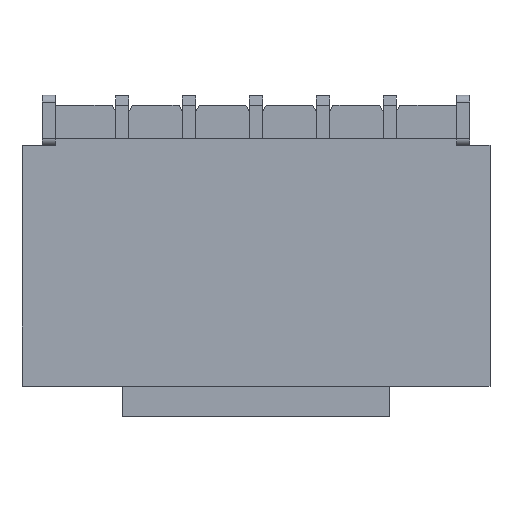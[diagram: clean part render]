
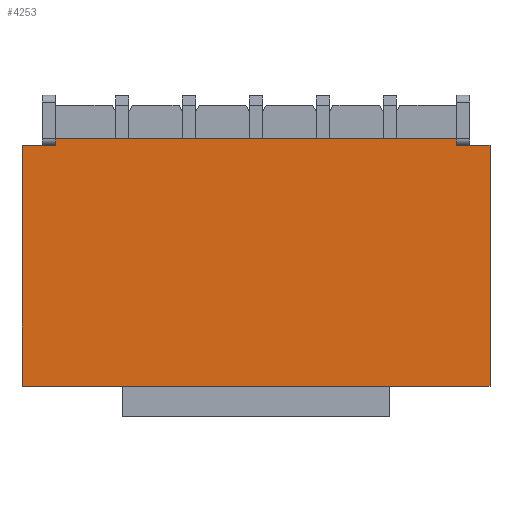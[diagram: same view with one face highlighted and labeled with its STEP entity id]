
A CAD part, top view. The second image highlights one B-rep face of the part: STEP entity #4253.
In plain terms, the highlighted planar face has unit normal (0, 0, 1).
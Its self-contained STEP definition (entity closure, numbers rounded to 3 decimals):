
#946=ORIENTED_EDGE('',*,*,#1814,.T.);
#947=ORIENTED_EDGE('',*,*,#1815,.F.);
#948=ORIENTED_EDGE('',*,*,#1811,.F.);
#949=ORIENTED_EDGE('',*,*,#1641,.T.);
#950=ORIENTED_EDGE('',*,*,#1536,.F.);
#951=ORIENTED_EDGE('',*,*,#1744,.T.);
#952=ORIENTED_EDGE('',*,*,#1717,.T.);
#953=ORIENTED_EDGE('',*,*,#1816,.T.);
#1536=EDGE_CURVE('',#2117,#2118,#2526,.T.);
#1641=EDGE_CURVE('',#2195,#2118,#2631,.T.);
#1717=EDGE_CURVE('',#2254,#2252,#2707,.T.);
#1744=EDGE_CURVE('',#2117,#2254,#2734,.T.);
#1811=EDGE_CURVE('',#2195,#2299,#2801,.T.);
#1814=EDGE_CURVE('',#2300,#2301,#2804,.T.);
#1815=EDGE_CURVE('',#2299,#2301,#2805,.T.);
#1816=EDGE_CURVE('',#2252,#2300,#2806,.T.);
#2117=VERTEX_POINT('',#6052);
#2118=VERTEX_POINT('',#6054);
#2195=VERTEX_POINT('',#6256);
#2252=VERTEX_POINT('',#6413);
#2254=VERTEX_POINT('',#6416);
#2299=VERTEX_POINT('',#6592);
#2300=VERTEX_POINT('',#6598);
#2301=VERTEX_POINT('',#6599);
#2526=LINE('',#6053,#3070);
#2631=LINE('',#6258,#3175);
#2707=LINE('',#6415,#3251);
#2734=LINE('',#6458,#3278);
#2801=LINE('',#6591,#3345);
#2804=LINE('',#6597,#3348);
#2805=LINE('',#6600,#3349);
#2806=LINE('',#6601,#3350);
#3070=VECTOR('',#4924,1000.);
#3175=VECTOR('',#5073,1000.);
#3251=VECTOR('',#5195,1000.);
#3278=VECTOR('',#5232,1000.);
#3345=VECTOR('',#5363,1000.);
#3348=VECTOR('',#5370,1000.);
#3349=VECTOR('',#5371,1000.);
#3350=VECTOR('',#5372,1000.);
#3664=EDGE_LOOP('',(#946,#947,#948,#949,#950,#951,#952,#953));
#3880=FACE_BOUND('',#3664,.T.);
#4065=PLANE('',#4547);
#4253=ADVANCED_FACE('',(#3880),#4065,.T.);
#4547=AXIS2_PLACEMENT_3D('',#6596,#5368,#5369);
#4924=DIRECTION('',(1.,0.,0.));
#5073=DIRECTION('',(0.,1.,0.));
#5195=DIRECTION('',(-1.,0.,0.));
#5232=DIRECTION('',(0.,1.,0.));
#5363=DIRECTION('',(-1.,0.,0.));
#5368=DIRECTION('',(0.,0.,1.));
#5369=DIRECTION('',(0.,-1.,0.));
#5370=DIRECTION('',(-1.,0.,0.));
#5371=DIRECTION('',(0.,1.,0.));
#5372=DIRECTION('',(0.,-1.,0.));
#6052=CARTESIAN_POINT('',(3.,1.5,1.5));
#6053=CARTESIAN_POINT('',(3.,1.5,1.5));
#6054=CARTESIAN_POINT('',(3.5,1.5,1.5));
#6256=CARTESIAN_POINT('',(3.5,-2.1,1.5));
#6258=CARTESIAN_POINT('',(3.5,-2.1,1.5));
#6413=CARTESIAN_POINT('',(-3.,1.6,1.5));
#6415=CARTESIAN_POINT('',(-3.5,1.6,1.5));
#6416=CARTESIAN_POINT('',(3.,1.6,1.5));
#6458=CARTESIAN_POINT('',(3.,-2.1,1.5));
#6591=CARTESIAN_POINT('',(3.5,-2.1,1.5));
#6592=CARTESIAN_POINT('',(-3.5,-2.1,1.5));
#6596=CARTESIAN_POINT('',(3.5,-2.1,1.5));
#6597=CARTESIAN_POINT('',(-3.,1.5,1.5));
#6598=CARTESIAN_POINT('',(-3.,1.5,1.5));
#6599=CARTESIAN_POINT('',(-3.5,1.5,1.5));
#6600=CARTESIAN_POINT('',(-3.5,-2.1,1.5));
#6601=CARTESIAN_POINT('',(-3.,-2.1,1.5));
